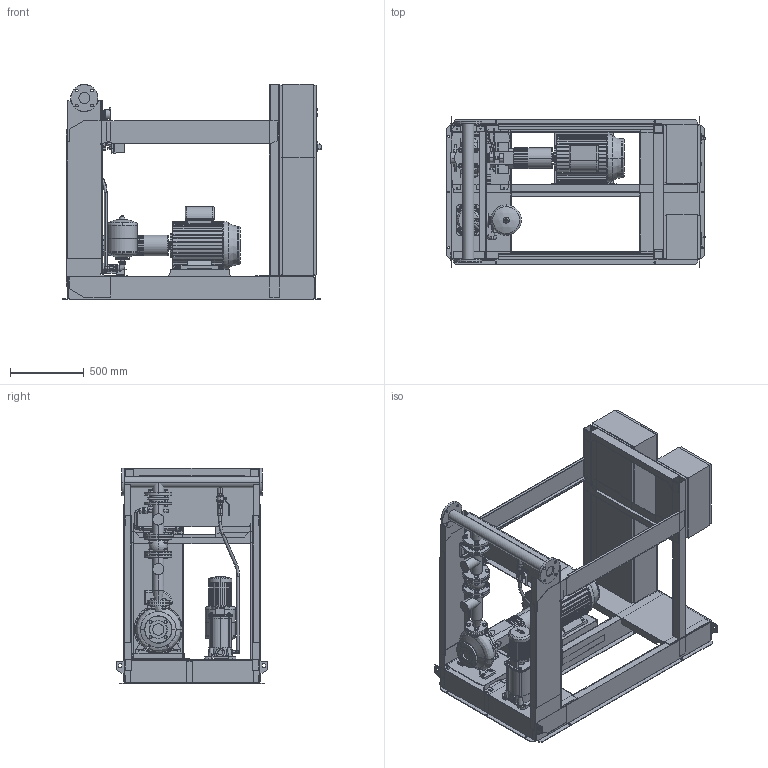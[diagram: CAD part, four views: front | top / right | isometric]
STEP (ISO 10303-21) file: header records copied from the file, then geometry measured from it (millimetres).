
FILE_DESCRIPTION((''),'2;1');
FILE_NAME('3d_Sifire-EN-40_200-210-15_1.1EJ-4183730.stp','2015-05-26T07:15:48',(''),(''),'Mechanical Desktop 2009','Mechanical Desktop 2009',', , ');
FILE_SCHEMA(('CONFIG_CONTROL_DESIGN'));
Length unit declared in the file: millimetre
Products named in the file (1): Product
Bounding box: 1754.5 x 1026 x 1463 mm (x, y, z)
Volume: 278958411 mm3; surface area: 22180683.6 mm2
Topology: 137 solids, 137 shells, 3555 faces, 8708 edges, 5549 vertices
Faces by surface type: plane 1410, bspline 1019, cylinder 736, cone 266, torus 94, sphere 30
Entity records: 115616 total; most frequent: CARTESIAN_POINT 35758, ORIENTED_EDGE 17364, DIRECTION 15201, EDGE_CURVE 8682, VERTEX_POINT 5548, AXIS2_PLACEMENT_3D 5097, VECTOR 5007, LINE 5007
